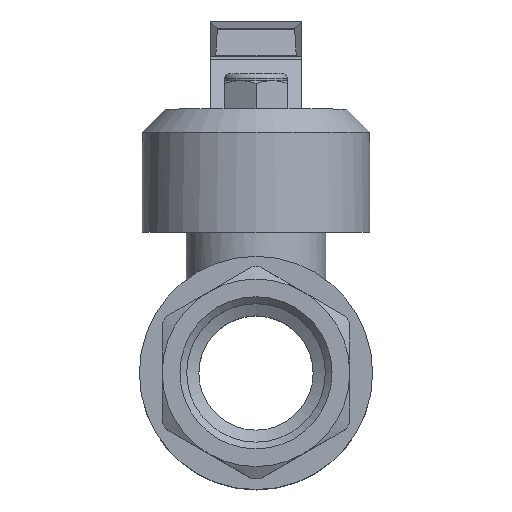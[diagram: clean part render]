
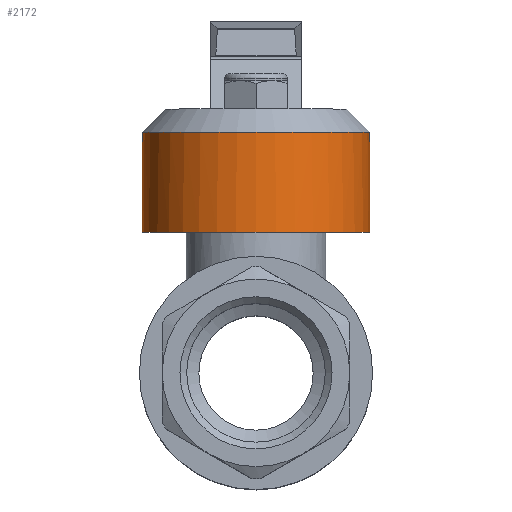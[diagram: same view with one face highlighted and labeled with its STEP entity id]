
A CAD part, top view. The second image highlights one B-rep face of the part: STEP entity #2172.
In plain terms, the highlighted cylindrical face has radius 24.9 mm (diameter 49.8 mm), a full revolution.
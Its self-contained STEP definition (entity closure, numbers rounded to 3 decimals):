
#21=CIRCLE('',#2282,24.9);
#23=CIRCLE('',#2285,24.9);
#152=CYLINDRICAL_SURFACE('',#2284,24.9);
#189=ELLIPSE('',#2286,49.8,24.9);
#231=ORIENTED_EDGE('',*,*,#669,.F.);
#232=ORIENTED_EDGE('',*,*,#670,.F.);
#233=ORIENTED_EDGE('',*,*,#671,.T.);
#234=ORIENTED_EDGE('',*,*,#667,.T.);
#235=ORIENTED_EDGE('',*,*,#672,.F.);
#667=EDGE_CURVE('',#881,#884,#21,.T.);
#669=EDGE_CURVE('',#886,#886,#23,.T.);
#670=EDGE_CURVE('',#887,#888,#189,.T.);
#671=EDGE_CURVE('',#887,#881,#1025,.F.);
#672=EDGE_CURVE('',#888,#884,#1026,.F.);
#881=VERTEX_POINT('',#2963);
#884=VERTEX_POINT('',#2977);
#886=VERTEX_POINT('',#2983);
#887=VERTEX_POINT('',#2985);
#888=VERTEX_POINT('',#2986);
#1025=LINE('',#2987,#1119);
#1026=LINE('',#2988,#1120);
#1119=VECTOR('',#2504,1000.);
#1120=VECTOR('',#2505,1000.);
#1208=EDGE_LOOP('',(#231));
#1209=EDGE_LOOP('',(#232,#233,#234,#235));
#1329=FACE_BOUND('',#1208,.T.);
#1330=FACE_BOUND('',#1209,.T.);
#2172=ADVANCED_FACE('',(#1329,#1330),#152,.T.);
#2282=AXIS2_PLACEMENT_3D('',#2978,#2494,#2495);
#2284=AXIS2_PLACEMENT_3D('',#2981,#2498,#2499);
#2285=AXIS2_PLACEMENT_3D('',#2982,#2500,#2501);
#2286=AXIS2_PLACEMENT_3D('',#2984,#2502,#2503);
#2494=DIRECTION('',(0.,-1.,0.));
#2495=DIRECTION('',(0.,0.,-1.));
#2498=DIRECTION('',(0.,-1.,0.));
#2499=DIRECTION('',(0.,0.,-1.));
#2500=DIRECTION('',(0.,-1.,0.));
#2501=DIRECTION('',(0.,0.,-1.));
#2502=DIRECTION('',(0.,0.5,0.866));
#2503=DIRECTION('',(0.,-0.866,0.5));
#2504=DIRECTION('',(0.,-1.,0.));
#2505=DIRECTION('',(0.,-1.,0.));
#2963=CARTESIAN_POINT('',(10.01,52.65,-22.799));
#2977=CARTESIAN_POINT('',(-10.01,52.65,-22.799));
#2978=CARTESIAN_POINT('',(0.,52.65,0.));
#2981=CARTESIAN_POINT('',(0.,0.,0.));
#2982=CARTESIAN_POINT('',(0.,30.8,0.));
#2983=CARTESIAN_POINT('',(0.,30.8,-24.9));
#2984=CARTESIAN_POINT('',(0.,0.393,0.));
#2985=CARTESIAN_POINT('',(10.01,39.882,-22.799));
#2986=CARTESIAN_POINT('',(-10.01,39.882,-22.799));
#2987=CARTESIAN_POINT('',(10.01,0.,-22.799));
#2988=CARTESIAN_POINT('',(-10.01,0.,-22.799));
